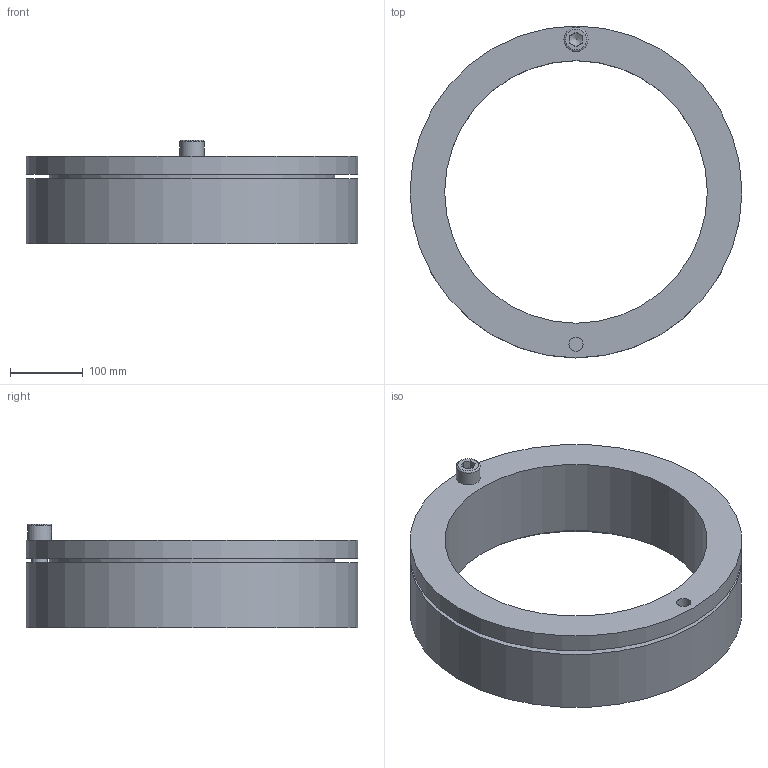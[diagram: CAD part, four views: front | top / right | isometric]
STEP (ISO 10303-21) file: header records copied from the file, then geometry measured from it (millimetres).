
FILE_DESCRIPTION((''),'2;1');
FILE_NAME('BIKON 1003-360-455.stp','2011-05-16T14:13:36',('kr'),(''),'Autodesk Inventor 2011','Autodesk Inventor 2011','');
FILE_SCHEMA(('AUTOMOTIVE_DESIGN { 1 0 10303 214 1 1 1 1 }'));
Length unit declared in the file: millimetre
Products named in the file (4): BIKON 1003-360-455; Volumenkörper1_42; Volumenkörper2_42; DIN 912 - ersetzt durch DIN EN ISO 4762 M22 x 35
Assembly tree (3 placements, depth 2):
  BIKON 1003-360-455
    Volumenkörper1_42
    Volumenkörper2_42
    DIN 912 - ersetzt durch DIN EN ISO 4762 M22 x 35
Bounding box: 455 x 455 x 142 mm (x, y, z)
Volume: 6910338.9 mm3; surface area: 721670.8 mm2
Topology: 3 solids, 3 shells, 28 faces, 59 edges, 39 vertices
Faces by surface type: plane 14, cylinder 8, cone 4, torus 2
Full cylindrical faces by diameter (mm): 19.294 x2, 22 x1, 24 x1, 33 x1, 360 x1, 455 x2
Entity records: 806 total; most frequent: DIRECTION 128, CARTESIAN_POINT 123, ORIENTED_EDGE 82, AXIS2_PLACEMENT_3D 58, EDGE_LOOP 54, EDGE_CURVE 41, VERTEX_POINT 35, FACE_OUTER_BOUND 28
